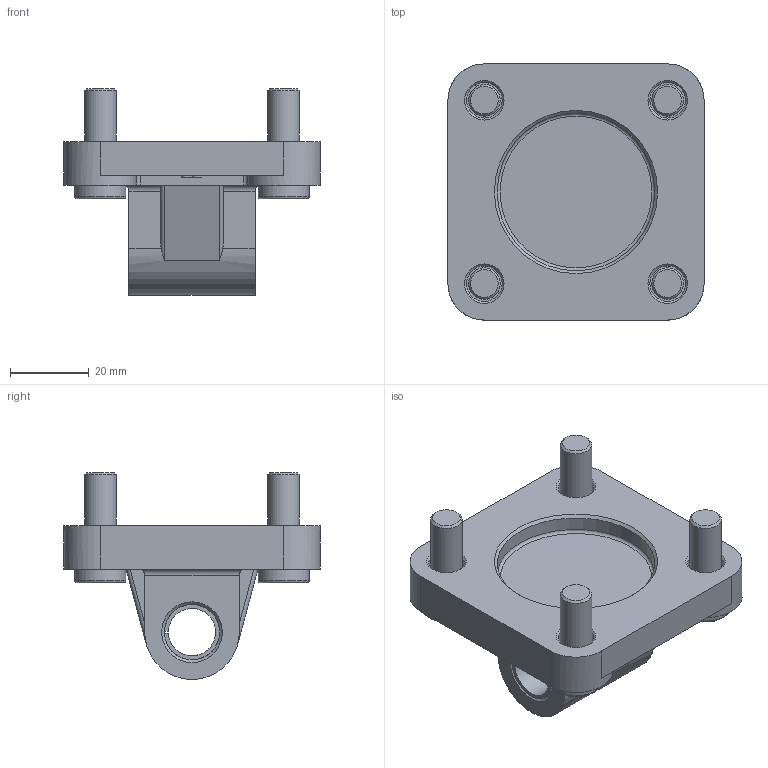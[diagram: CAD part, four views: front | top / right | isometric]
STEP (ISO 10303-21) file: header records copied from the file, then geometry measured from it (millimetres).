
FILE_DESCRIPTION((''),'2;1');
FILE_NAME('CERM50X.stp','2014-09-25T14:44:43',('pc6'),(''),'Autodesk Inventor 2011','Autodesk Inventor 2011','');
FILE_SCHEMA(('AUTOMOTIVE_DESIGN { 1 0 10303 214 1 1 1 1 }'));
Length unit declared in the file: millimetre
Products named in the file (4): CERM50X; CERM50X_1; BUSSOLA_CERF50X; VM820
Assembly tree (7 placements, depth 2):
  CERM50X
    CERM50X_1
    BUSSOLA_CERF50X  x2
    VM820  x4
Bounding box: 65 x 65 x 52.5 mm (x, y, z)
Volume: 57566.7 mm3; surface area: 23148.9 mm2
Topology: 7 solids, 7 shells, 291 faces, 727 edges, 474 vertices
Faces by surface type: plane 163, bspline 55, cylinder 41, cone 27, torus 5
Full cylindrical faces by diameter (mm): 8 x4, 9 x4, 13 x4, 14 x1, 15 x4, 40 x1
Entity records: 7107 total; most frequent: CARTESIAN_POINT 2052, ORIENTED_EDGE 1056, DIRECTION 849, EDGE_CURVE 528, VERTEX_POINT 365, VECTOR 311, LINE 311, EDGE_LOOP 285
